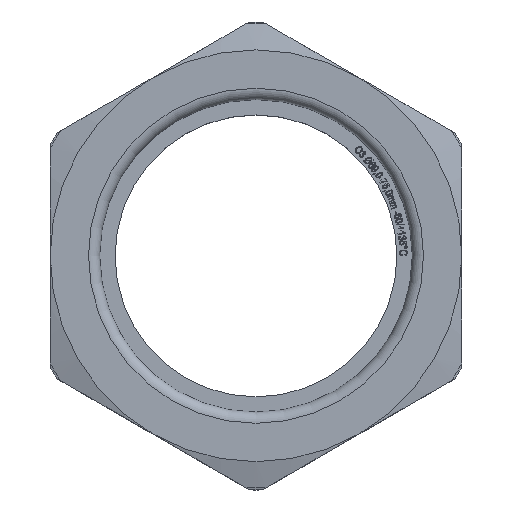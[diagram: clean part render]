
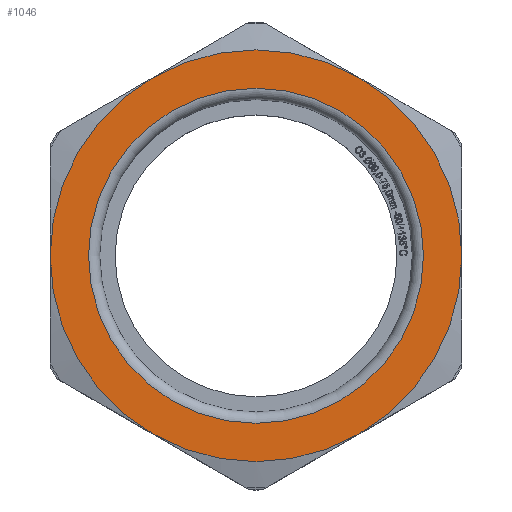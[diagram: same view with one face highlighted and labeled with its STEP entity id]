
A CAD part, top view. The second image highlights one B-rep face of the part: STEP entity #1046.
In plain terms, the highlighted planar face has unit normal (0, 0, 1).
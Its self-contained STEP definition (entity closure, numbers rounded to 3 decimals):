
#407=CARTESIAN_POINT('',(-55.,0.,56.));
#408=VERTEX_POINT('',#407);
#455=CARTESIAN_POINT('',(-27.5,47.631,56.));
#456=VERTEX_POINT('',#455);
#503=CARTESIAN_POINT('',(27.5,47.631,56.));
#504=VERTEX_POINT('',#503);
#557=CARTESIAN_POINT('',(55.,-0.,56.));
#558=VERTEX_POINT('',#557);
#605=CARTESIAN_POINT('',(27.5,-47.631,56.));
#606=VERTEX_POINT('',#605);
#653=CARTESIAN_POINT('',(-27.5,-47.631,56.));
#654=VERTEX_POINT('',#653);
#697=CARTESIAN_POINT('',(0.,0.,56.));
#698=DIRECTION('',(0.,0.,-1.));
#699=DIRECTION('',(0.5,0.866,0.));
#700=AXIS2_PLACEMENT_3D('',#697,#698,#699);
#701=CIRCLE('',#700,55.);
#702=EDGE_CURVE('',#654,#408,#701,.T.);
#721=CARTESIAN_POINT('',(0.,0.,56.));
#722=DIRECTION('',(0.,0.,-1.));
#723=DIRECTION('',(0.5,0.866,0.));
#724=AXIS2_PLACEMENT_3D('',#721,#722,#723);
#725=CIRCLE('',#724,55.);
#726=EDGE_CURVE('',#606,#654,#725,.T.);
#745=CARTESIAN_POINT('',(0.,0.,56.));
#746=DIRECTION('',(0.,0.,-1.));
#747=DIRECTION('',(0.5,0.866,0.));
#748=AXIS2_PLACEMENT_3D('',#745,#746,#747);
#749=CIRCLE('',#748,55.);
#750=EDGE_CURVE('',#558,#606,#749,.T.);
#769=CARTESIAN_POINT('',(0.,0.,56.));
#770=DIRECTION('',(0.,0.,-1.));
#771=DIRECTION('',(0.5,0.866,0.));
#772=AXIS2_PLACEMENT_3D('',#769,#770,#771);
#773=CIRCLE('',#772,55.);
#774=EDGE_CURVE('',#504,#558,#773,.T.);
#793=CARTESIAN_POINT('',(0.,0.,56.));
#794=DIRECTION('',(0.,0.,-1.));
#795=DIRECTION('',(0.5,0.866,0.));
#796=AXIS2_PLACEMENT_3D('',#793,#794,#795);
#797=CIRCLE('',#796,55.);
#798=EDGE_CURVE('',#456,#504,#797,.T.);
#817=CARTESIAN_POINT('',(0.,0.,56.));
#818=DIRECTION('',(0.,0.,-1.));
#819=DIRECTION('',(0.5,0.866,0.));
#820=AXIS2_PLACEMENT_3D('',#817,#818,#819);
#821=CIRCLE('',#820,55.);
#822=EDGE_CURVE('',#408,#456,#821,.T.);
#1022=CARTESIAN_POINT('',(0.,0.,56.));
#1023=DIRECTION('',(0.,0.,1.));
#1024=DIRECTION('',(-0.5,-0.866,0.));
#1025=AXIS2_PLACEMENT_3D('',#1022,#1023,#1024);
#1026=PLANE('',#1025);
#1027=CARTESIAN_POINT('',(-22.375,-38.755,56.));
#1028=VERTEX_POINT('',#1027);
#1029=CARTESIAN_POINT('',(0.,0.,56.));
#1030=DIRECTION('',(-0.,-0.,-1.));
#1031=DIRECTION('',(-0.5,-0.866,0.));
#1032=AXIS2_PLACEMENT_3D('',#1029,#1030,#1031);
#1033=CIRCLE('',#1032,44.75);
#1034=EDGE_CURVE('',#1028,#1028,#1033,.T.);
#1035=ORIENTED_EDGE('',*,*,#1034,.T.);
#1036=EDGE_LOOP('',(#1035));
#1037=FACE_BOUND('',#1036,.T.);
#1038=ORIENTED_EDGE('',*,*,#702,.F.);
#1039=ORIENTED_EDGE('',*,*,#726,.F.);
#1040=ORIENTED_EDGE('',*,*,#750,.F.);
#1041=ORIENTED_EDGE('',*,*,#774,.F.);
#1042=ORIENTED_EDGE('',*,*,#798,.F.);
#1043=ORIENTED_EDGE('',*,*,#822,.F.);
#1044=EDGE_LOOP('',(#1038,#1039,#1040,#1041,#1042,#1043));
#1045=FACE_BOUND('',#1044,.T.);
#1046=ADVANCED_FACE('',(#1037,#1045),#1026,.T.);
